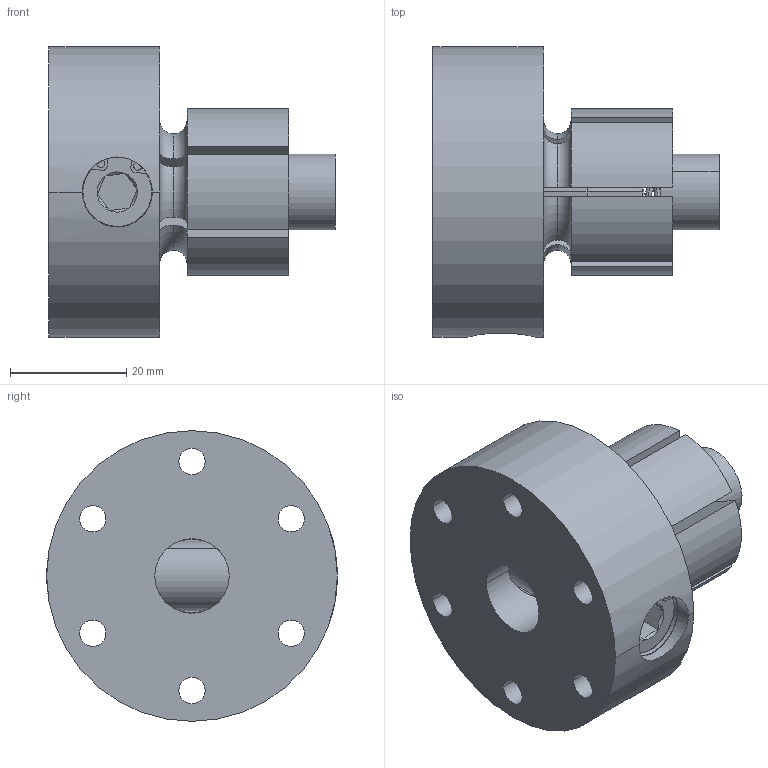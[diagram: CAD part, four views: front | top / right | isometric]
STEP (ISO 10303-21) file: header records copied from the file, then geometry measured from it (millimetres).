
FILE_DESCRIPTION (( 'STEP AP214' ), '1' );
FILE_NAME ('31210.STEP', '2023-12-27T15:18:28', ( '' ), ( '' ), 'SwSTEP 2.0', 'SolidWorks 2021', '' );
FILE_SCHEMA (( 'AUTOMOTIVE_DESIGN' ));
Length unit declared in the file: inch
Products named in the file (7): 31210; 31207_31207; 312101_312101; 31202_31202; 31208_31208; 31204_31204; 389001_389001
Assembly tree (6 placements, depth 2):
  31210
    389001_389001
    31208_31208
    31202_31202
    31207_31207
    31204_31204
    312101_312101
Bounding box: 49.21 x 49.96 x 49.96 mm (x, y, z)
Volume: 43411.3 mm3; surface area: 19765.3 mm2
Topology: 6 solids, 6 shells, 206 faces, 525 edges, 335 vertices
Faces by surface type: cylinder 82, plane 75, cone 33, torus 14, bspline 2
Entity records: 11138 total; most frequent: CARTESIAN_POINT 5537, DIRECTION 1123, ORIENTED_EDGE 1046, EDGE_CURVE 523, AXIS2_PLACEMENT_3D 441, VERTEX_POINT 335, VECTOR 241, LINE 241
